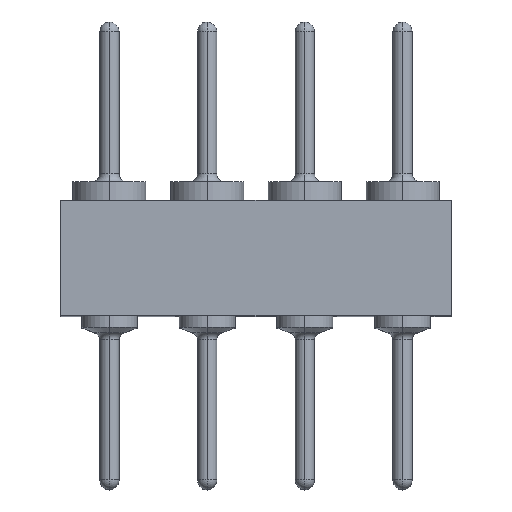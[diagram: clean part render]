
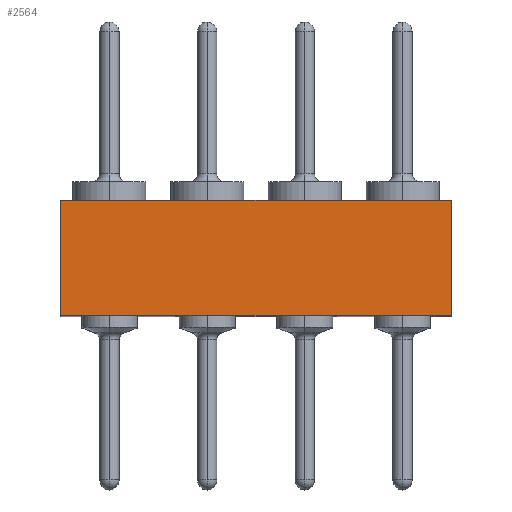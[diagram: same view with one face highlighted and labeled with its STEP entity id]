
A CAD part, top view. The second image highlights one B-rep face of the part: STEP entity #2564.
In plain terms, the highlighted planar face has unit normal (0, 0, 1).
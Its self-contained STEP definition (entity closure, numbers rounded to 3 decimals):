
#12 = EDGE_CURVE ( 'NONE', #345, #2321, #1601, .T. ) ;
#178 = LINE ( 'NONE', #1224, #2723 ) ;
#345 = VERTEX_POINT ( 'NONE', #1900 ) ;
#383 = DIRECTION ( 'NONE',  ( -1., 0., 0. ) ) ;
#442 = VERTEX_POINT ( 'NONE', #690 ) ;
#517 = ORIENTED_EDGE ( 'NONE', *, *, #2573, .T. ) ;
#540 = VECTOR ( 'NONE', #1852, 1000. ) ;
#603 = DIRECTION ( 'NONE',  ( 1., 0., 0. ) ) ;
#690 = CARTESIAN_POINT ( 'NONE',  ( 5.08, 0., 5.1 ) ) ;
#837 = VECTOR ( 'NONE', #1954, 1000. ) ;
#838 = CARTESIAN_POINT ( 'NONE',  ( -5.08, 3., 5.1 ) ) ;
#850 = EDGE_CURVE ( 'NONE', #2578, #442, #2470, .T. ) ;
#992 = EDGE_LOOP ( 'NONE', ( #517, #2034, #1302, #1138 ) ) ;
#1138 = ORIENTED_EDGE ( 'NONE', *, *, #12, .T. ) ;
#1224 = CARTESIAN_POINT ( 'NONE',  ( -5.08, 0., 5.1 ) ) ;
#1302 = ORIENTED_EDGE ( 'NONE', *, *, #1725, .F. ) ;
#1558 = FACE_OUTER_BOUND ( 'NONE', #992, .T. ) ;
#1601 = LINE ( 'NONE', #2028, #2729 ) ;
#1642 = CARTESIAN_POINT ( 'NONE',  ( -5.08, 3., 5.1 ) ) ;
#1669 = DIRECTION ( 'NONE',  ( 0., 0., -1. ) ) ;
#1725 = EDGE_CURVE ( 'NONE', #345, #2578, #1968, .T. ) ;
#1741 = AXIS2_PLACEMENT_3D ( 'NONE', #1642, #1669, #383 ) ;
#1812 = DIRECTION ( 'NONE',  ( 0., -1., 0. ) ) ;
#1826 = CARTESIAN_POINT ( 'NONE',  ( 5.08, 3., 5.1 ) ) ;
#1852 = DIRECTION ( 'NONE',  ( 0., -1., 0. ) ) ;
#1900 = CARTESIAN_POINT ( 'NONE',  ( -5.08, 3., 5.1 ) ) ;
#1954 = DIRECTION ( 'NONE',  ( 1., 0., 0. ) ) ;
#1968 = LINE ( 'NONE', #838, #837 ) ;
#2028 = CARTESIAN_POINT ( 'NONE',  ( -5.08, 3., 5.1 ) ) ;
#2034 = ORIENTED_EDGE ( 'NONE', *, *, #850, .F. ) ;
#2078 = PLANE ( 'NONE',  #1741 ) ;
#2163 = CARTESIAN_POINT ( 'NONE',  ( -5.08, 0., 5.1 ) ) ;
#2321 = VERTEX_POINT ( 'NONE', #2163 ) ;
#2470 = LINE ( 'NONE', #1826, #540 ) ;
#2493 = CARTESIAN_POINT ( 'NONE',  ( 5.08, 3., 5.1 ) ) ;
#2564 = ADVANCED_FACE ( 'NONE', ( #1558 ), #2078, .F. ) ;
#2573 = EDGE_CURVE ( 'NONE', #2321, #442, #178, .T. ) ;
#2578 = VERTEX_POINT ( 'NONE', #2493 ) ;
#2723 = VECTOR ( 'NONE', #603, 1000. ) ;
#2729 = VECTOR ( 'NONE', #1812, 1000. ) ;
